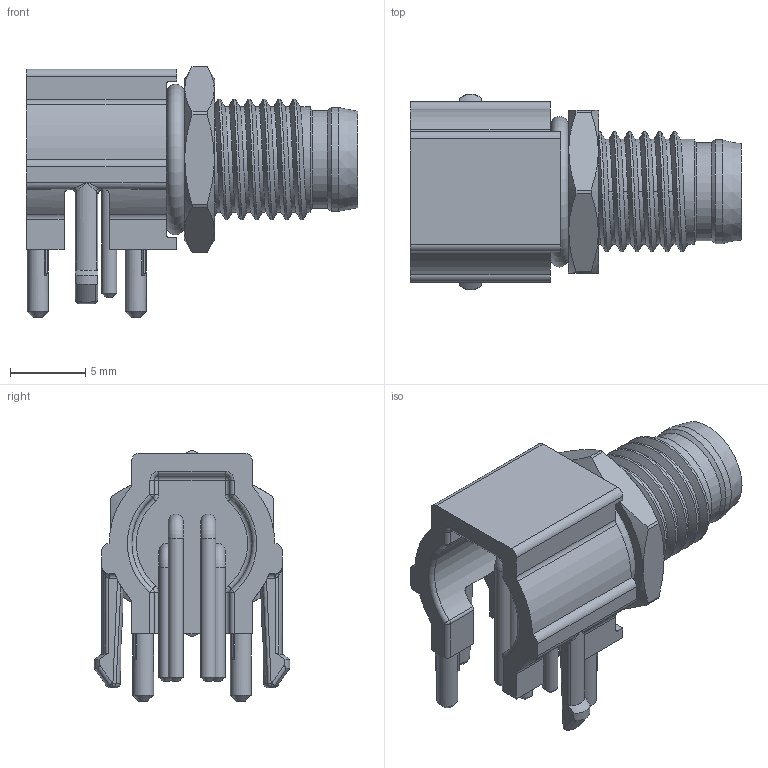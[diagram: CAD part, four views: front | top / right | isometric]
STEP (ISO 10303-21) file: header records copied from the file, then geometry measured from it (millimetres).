
FILE_DESCRIPTION(/* description */ (''),/* implementation_level */ '2;1');
FILE_NAME(/* name */ 'M8-P4A-PPLM8.stp',/* time_stamp */ '2023-04-19T10:55:44+08:00',/* author */ (''),/* organization */ (''),/* preprocessor_version */ 'ST-DEVELOPER v16.7',/* originating_system */ 'SIEMENS PLM Software NX 1847',/* authorisation */ '');
FILE_SCHEMA (('AUTOMOTIVE_DESIGN { 1 0 10303 214 3 1 1 1 }'));
Length unit declared in the file: millimetre
Products named in the file (8): T-205-1 M8 弯针4芯通孔式公针-
1 PIN 1 3_73571ID; T-205-1 M8 弯针4芯通孔式公针-
1 PIN 1 3_73572ID; T-205-2 M8 弯针4芯通孔式公针-
2 PIN 2 4_73570ID; T-205-2 M8 弯针4芯通孔式公针-
2 PIN 2 4_73573ID; M8 插拔式公座外壳 4芯_735
75ID; 六角螺母M8X1 S-32（12.35-10.8-2 M8 板后螺母）_
73574ID; 橡胶O型圈 ∅10×∅6.
7×1.2_73576ID; M8-P4A-PPLM8
Assembly tree (7 placements, depth 2):
  M8-P4A-PPLM8
    橡胶O型圈 ∅10×∅6.
7×1.2_73576ID
    六角螺母M8X1 S-32（12.35-10.8-2 M8 板后螺母）_
73574ID
    M8 插拔式公座外壳 4芯_735
75ID
    T-205-2 M8 弯针4芯通孔式公针-
2 PIN 2 4_73573ID
    T-205-2 M8 弯针4芯通孔式公针-
2 PIN 2 4_73570ID
    T-205-1 M8 弯针4芯通孔式公针-
1 PIN 1 3_73572ID
    T-205-1 M8 弯针4芯通孔式公针-
1 PIN 1 3_73571ID
Bounding box: 22 x 13 x 16.67 mm (x, y, z)
Volume: 1115.2 mm3; surface area: 1957.5 mm2
Topology: 3 solids, 7 shells, 283 faces, 704 edges, 423 vertices
Faces by surface type: cylinder 110, plane 83, cone 23, torus 23, bspline 22, sphere 18, extrusion 4
Full cylindrical faces by diameter (mm): 1 x12, 1.2 x4, 1.4 x6, 5.8 x1, 6.5 x1, 6.9 x1, 7 x9
Entity records: 11238 total; most frequent: CARTESIAN_POINT 5081, DIRECTION 1292, ORIENTED_EDGE 1172, EDGE_CURVE 586, AXIS2_PLACEMENT_3D 522, VERTEX_POINT 383, EDGE_LOOP 340, ADVANCED_FACE 274
